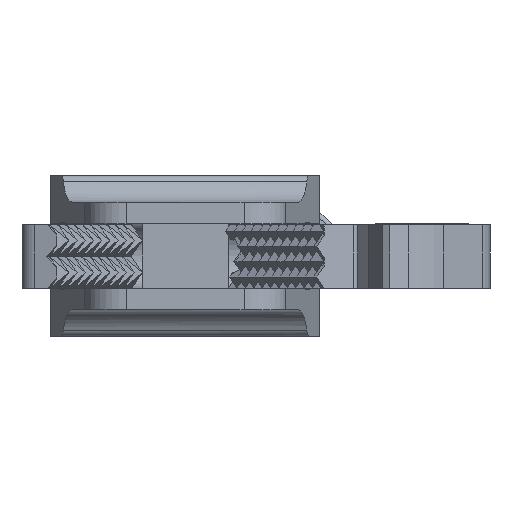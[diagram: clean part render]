
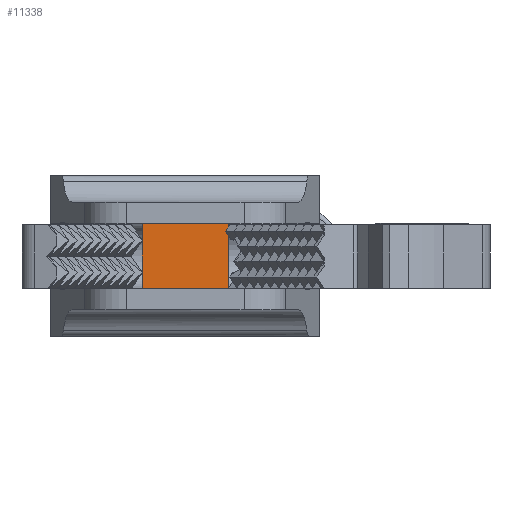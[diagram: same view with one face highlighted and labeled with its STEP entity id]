
A CAD part, left-side view. The second image highlights one B-rep face of the part: STEP entity #11338.
In plain terms, the highlighted planar face has unit normal (-1, 0, 0).
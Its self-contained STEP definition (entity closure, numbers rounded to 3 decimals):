
#512 = VECTOR ( 'NONE', #2173, 1000. ) ;
#2173 = DIRECTION ( 'NONE',  ( 0., 0., -1. ) ) ;
#2914 = CARTESIAN_POINT ( 'NONE',  ( -22., -9.2, 3. ) ) ;
#3081 = VECTOR ( 'NONE', #8200, 1000. ) ;
#3732 = VECTOR ( 'NONE', #4456, 1000. ) ;
#4138 = LINE ( 'NONE', #15037, #3732 ) ;
#4161 = CARTESIAN_POINT ( 'NONE',  ( -22., 3.989, 3. ) ) ;
#4189 = EDGE_CURVE ( 'NONE', #7165, #8600, #4138, .T. ) ;
#4456 = DIRECTION ( 'NONE',  ( 0., -1., 0. ) ) ;
#4806 = LINE ( 'NONE', #16383, #5216 ) ;
#4978 = FACE_OUTER_BOUND ( 'NONE', #7038, .T. ) ;
#5034 = ORIENTED_EDGE ( 'NONE', *, *, #4189, .T. ) ;
#5216 = VECTOR ( 'NONE', #8458, 1000. ) ;
#5624 = EDGE_CURVE ( 'NONE', #5828, #17179, #9707, .T. ) ;
#5828 = VERTEX_POINT ( 'NONE', #15397 ) ;
#7038 = EDGE_LOOP ( 'NONE', ( #7311, #13820, #5034, #13180 ) ) ;
#7165 = VERTEX_POINT ( 'NONE', #13780 ) ;
#7311 = ORIENTED_EDGE ( 'NONE', *, *, #5624, .T. ) ;
#7482 = CARTESIAN_POINT ( 'NONE',  ( -22., -3.989, 0. ) ) ;
#7728 = DIRECTION ( 'NONE',  ( 0., 0., 1. ) ) ;
#8200 = DIRECTION ( 'NONE',  ( 0., 1., 0. ) ) ;
#8458 = DIRECTION ( 'NONE',  ( 0., 0., 1. ) ) ;
#8600 = VERTEX_POINT ( 'NONE', #12344 ) ;
#9707 = LINE ( 'NONE', #2914, #3081 ) ;
#10320 = DIRECTION ( 'NONE',  ( -1., 0., 0. ) ) ;
#11097 = LINE ( 'NONE', #7482, #512 ) ;
#11338 = ADVANCED_FACE ( 'NONE', ( #4978 ), #11657, .T. ) ;
#11657 = PLANE ( 'NONE',  #15056 ) ;
#12344 = CARTESIAN_POINT ( 'NONE',  ( -22., -3.989, -3. ) ) ;
#13180 = ORIENTED_EDGE ( 'NONE', *, *, #14114, .F. ) ;
#13780 = CARTESIAN_POINT ( 'NONE',  ( -22., 3.989, -3. ) ) ;
#13820 = ORIENTED_EDGE ( 'NONE', *, *, #16174, .F. ) ;
#14114 = EDGE_CURVE ( 'NONE', #5828, #8600, #11097, .T. ) ;
#15037 = CARTESIAN_POINT ( 'NONE',  ( -22., -9.2, -3. ) ) ;
#15056 = AXIS2_PLACEMENT_3D ( 'NONE', #15639, #10320, #7728 ) ;
#15397 = CARTESIAN_POINT ( 'NONE',  ( -22., -3.989, 3. ) ) ;
#15639 = CARTESIAN_POINT ( 'NONE',  ( -22., 0., 0. ) ) ;
#16174 = EDGE_CURVE ( 'NONE', #7165, #17179, #4806, .T. ) ;
#16383 = CARTESIAN_POINT ( 'NONE',  ( -22., 3.989, 0. ) ) ;
#17179 = VERTEX_POINT ( 'NONE', #4161 ) ;
